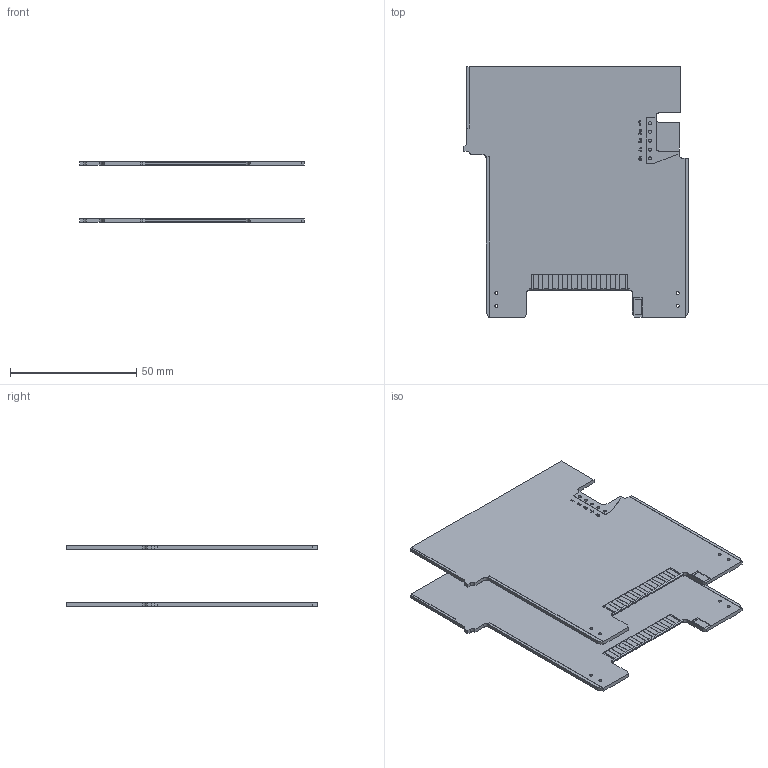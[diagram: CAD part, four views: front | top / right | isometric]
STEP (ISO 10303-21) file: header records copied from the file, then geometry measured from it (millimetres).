
FILE_DESCRIPTION(('Creo Elements/Direct Modeling STEP Export'),'2;1');
FILE_NAME('EEEQG_6ff3bcda-a79b-4e17-95e7-e6f779c16ebf.stp','2017-03-01T14:31:26',('PxC'),('PhoenixContact'),'Creo Elements/Direct Modeling STEP processor for AP214 (Solid Model)','Creo Elements/Direct Modeling 18.1E 22-Nov-2013 (C) Parametric Technology GmbH','');
FILE_SCHEMA(('AUTOMOTIVE_DESIGN { 1 0 10303 214 1 1 1 1 }'));
Length unit declared in the file: millimetre
Products named in the file (3): LP-1; LP-2; EEEQG_6ff3bcda-a79b-4e17-95e7-e6f779c16ebf
Assembly tree (2 placements, depth 2):
  EEEQG_6ff3bcda-a79b-4e17-95e7-e6f779c16ebf
    LP-2
    LP-1
Bounding box: 88.8 x 99.3 x 24.1 mm (x, y, z)
Volume: 22431.9 mm3; surface area: 31556.8 mm2
Topology: 2 solids, 2 shells, 581 faces, 1715 edges, 1140 vertices
Faces by surface type: plane 539, cylinder 42
Entity records: 18521 total; most frequent: ORIENTED_EDGE 3430, CARTESIAN_POINT 3127, DIRECTION 2504, EDGE_CURVE 1715, VECTOR 1470, LINE 1470, VERTEX_POINT 1140, EDGE_LOOP 609
